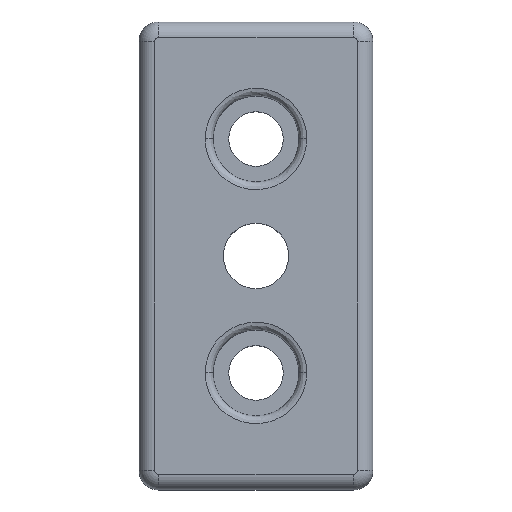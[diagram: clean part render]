
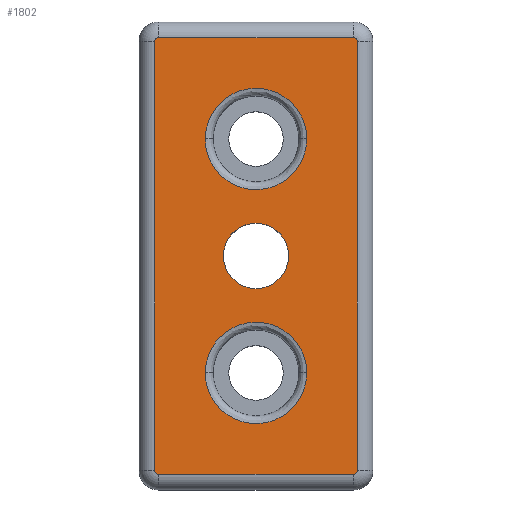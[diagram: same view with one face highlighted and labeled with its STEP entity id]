
A CAD part, top view. The second image highlights one B-rep face of the part: STEP entity #1802.
In plain terms, the highlighted planar face has unit normal (0, 0, 1).
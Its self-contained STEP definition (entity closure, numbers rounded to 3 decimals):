
#25 = CARTESIAN_POINT ( 'NONE',  ( 6.5, 15., 12. ) ) ;
#74 = CARTESIAN_POINT ( 'NONE',  ( -6.5, -15., 12. ) ) ;
#77 = ORIENTED_EDGE ( 'NONE', *, *, #806, .T. ) ;
#84 = VERTEX_POINT ( 'NONE', #25 ) ;
#94 = EDGE_CURVE ( 'NONE', #3145, #1057, #145, .T. ) ;
#100 = DIRECTION ( 'NONE',  ( 0., 0., -1. ) ) ;
#112 = ORIENTED_EDGE ( 'NONE', *, *, #668, .F. ) ;
#134 = CARTESIAN_POINT ( 'NONE',  ( -6.5, 15., 12. ) ) ;
#135 = ORIENTED_EDGE ( 'NONE', *, *, #2595, .F. ) ;
#145 = CIRCLE ( 'NONE', #818, 0.5 ) ;
#176 = AXIS2_PLACEMENT_3D ( 'NONE', #1993, #2246, #840 ) ;
#178 = CARTESIAN_POINT ( 'NONE',  ( -12.5, -28., 12. ) ) ;
#188 = CARTESIAN_POINT ( 'NONE',  ( -12.5, 28., 12. ) ) ;
#239 = CARTESIAN_POINT ( 'NONE',  ( -6.5, 2., 12. ) ) ;
#257 = CARTESIAN_POINT ( 'NONE',  ( 12.5, -27.5, 12. ) ) ;
#271 = CARTESIAN_POINT ( 'NONE',  ( 6.5, -15., 12. ) ) ;
#278 = AXIS2_PLACEMENT_3D ( 'NONE', #861, #1683, #3121 ) ;
#315 = CARTESIAN_POINT ( 'NONE',  ( -12.5, 28., 12. ) ) ;
#414 = DIRECTION ( 'NONE',  ( -1., 0., 0. ) ) ;
#455 = DIRECTION ( 'NONE',  ( 0., -1., 0. ) ) ;
#466 = VERTEX_POINT ( 'NONE', #983 ) ;
#473 = LINE ( 'NONE', #188, #2669 ) ;
#500 = EDGE_CURVE ( 'NONE', #2722, #3696, #3346, .T. ) ;
#531 = CARTESIAN_POINT ( 'NONE',  ( -13., -27.5, 12. ) ) ;
#547 = ORIENTED_EDGE ( 'NONE', *, *, #2160, .T. ) ;
#552 = CARTESIAN_POINT ( 'NONE',  ( 12.5, 27.5, 12. ) ) ;
#572 = CARTESIAN_POINT ( 'NONE',  ( -6.5, -2., 12. ) ) ;
#595 = ORIENTED_EDGE ( 'NONE', *, *, #3491, .F. ) ;
#616 = VERTEX_POINT ( 'NONE', #178 ) ;
#635 = ORIENTED_EDGE ( 'NONE', *, *, #2293, .F. ) ;
#649 = DIRECTION ( 'NONE',  ( 0., 0., -1. ) ) ;
#658 = CARTESIAN_POINT ( 'NONE',  ( -12.5, 27.5, 12. ) ) ;
#662 = EDGE_CURVE ( 'NONE', #2721, #3211, #2557, .T. ) ;
#668 = EDGE_CURVE ( 'NONE', #616, #2330, #3009, .T. ) ;
#673 =( BOUNDED_CURVE ( )  B_SPLINE_CURVE ( 3, ( #805, #239, #1722, #848 ),
 .UNSPECIFIED., .F., .F. ) 
 B_SPLINE_CURVE_WITH_KNOTS ( ( 4, 4 ),
 ( 0., 1. ),
 .UNSPECIFIED. ) 
 CURVE ( )  GEOMETRIC_REPRESENTATION_ITEM ( )  RATIONAL_B_SPLINE_CURVE ( ( 1., 0.333, 0.333, 1. ) ) 
 REPRESENTATION_ITEM ( '' )  );
#696 = VERTEX_POINT ( 'NONE', #1973 ) ;
#727 = EDGE_LOOP ( 'NONE', ( #3679, #950 ) ) ;
#745 = AXIS2_PLACEMENT_3D ( 'NONE', #3606, #3645, #1904 ) ;
#776 = FACE_BOUND ( 'NONE', #2420, .T. ) ;
#788 = VECTOR ( 'NONE', #455, 1000. ) ;
#805 = CARTESIAN_POINT ( 'NONE',  ( -6.5, 15., 12. ) ) ;
#806 = EDGE_CURVE ( 'NONE', #466, #1039, #1940, .T. ) ;
#818 = AXIS2_PLACEMENT_3D ( 'NONE', #658, #649, #1819 ) ;
#840 = DIRECTION ( 'NONE',  ( -1., 0., 0. ) ) ;
#848 = CARTESIAN_POINT ( 'NONE',  ( 6.5, 15., 12. ) ) ;
#861 = CARTESIAN_POINT ( 'NONE',  ( -12.5, -27.5, 12. ) ) ;
#935 = CARTESIAN_POINT ( 'NONE',  ( 6.5, 15., 12. ) ) ;
#939 = CARTESIAN_POINT ( 'NONE',  ( 0., 0., 12. ) ) ;
#950 = ORIENTED_EDGE ( 'NONE', *, *, #1865, .F. ) ;
#983 = CARTESIAN_POINT ( 'NONE',  ( -4.188, 0., 12. ) ) ;
#997 = CIRCLE ( 'NONE', #176, 4.188 ) ;
#1039 = VERTEX_POINT ( 'NONE', #1480 ) ;
#1057 = VERTEX_POINT ( 'NONE', #315 ) ;
#1109 = CARTESIAN_POINT ( 'NONE',  ( 6.5, -2., 12. ) ) ;
#1125 = DIRECTION ( 'NONE',  ( 0., 0., -1. ) ) ;
#1160 =( BOUNDED_CURVE ( )  B_SPLINE_CURVE ( 3, ( #935, #3535, #1555, #134 ),
 .UNSPECIFIED., .F., .F. ) 
 B_SPLINE_CURVE_WITH_KNOTS ( ( 4, 4 ),
 ( 0., 1. ),
 .UNSPECIFIED. ) 
 CURVE ( )  GEOMETRIC_REPRESENTATION_ITEM ( )  RATIONAL_B_SPLINE_CURVE ( ( 1., 0.333, 0.333, 1. ) ) 
 REPRESENTATION_ITEM ( '' )  );
#1170 = EDGE_CURVE ( 'NONE', #84, #2451, #1160, .T. ) ;
#1271 = AXIS2_PLACEMENT_3D ( 'NONE', #939, #100, #414 ) ;
#1288 = CARTESIAN_POINT ( 'NONE',  ( -6.5, -15., 12. ) ) ;
#1353 = EDGE_CURVE ( 'NONE', #3211, #2164, #2236, .T. ) ;
#1357 = CARTESIAN_POINT ( 'NONE',  ( 13., 27.5, 12. ) ) ;
#1363 =( BOUNDED_CURVE ( )  B_SPLINE_CURVE ( 3, ( #271, #1109, #572, #1421 ),
 .UNSPECIFIED., .F., .F. ) 
 B_SPLINE_CURVE_WITH_KNOTS ( ( 4, 4 ),
 ( 0., 1. ),
 .UNSPECIFIED. ) 
 CURVE ( )  GEOMETRIC_REPRESENTATION_ITEM ( )  RATIONAL_B_SPLINE_CURVE ( ( 1., 0.333, 0.333, 1. ) ) 
 REPRESENTATION_ITEM ( '' )  );
#1377 = AXIS2_PLACEMENT_3D ( 'NONE', #257, #2286, #2558 ) ;
#1421 = CARTESIAN_POINT ( 'NONE',  ( -6.5, -15., 12. ) ) ;
#1432 = LINE ( 'NONE', #2025, #1474 ) ;
#1444 = CARTESIAN_POINT ( 'NONE',  ( 6.5, -15., 12. ) ) ;
#1474 = VECTOR ( 'NONE', #2593, 1000. ) ;
#1480 = CARTESIAN_POINT ( 'NONE',  ( 4.188, 0., 12. ) ) ;
#1555 = CARTESIAN_POINT ( 'NONE',  ( -6.5, 28., 12. ) ) ;
#1611 = DIRECTION ( 'NONE',  ( 0., 1., 0. ) ) ;
#1656 = ORIENTED_EDGE ( 'NONE', *, *, #3007, .F. ) ;
#1683 = DIRECTION ( 'NONE',  ( 0., 0., -1. ) ) ;
#1722 = CARTESIAN_POINT ( 'NONE',  ( 6.5, 2., 12. ) ) ;
#1799 = CARTESIAN_POINT ( 'NONE',  ( 6.5, -15., 12. ) ) ;
#1802 = ADVANCED_FACE ( 'NONE', ( #2938, #2495, #776, #3030 ), #3634, .F. ) ;
#1819 = DIRECTION ( 'NONE',  ( -1., 0., 0. ) ) ;
#1831 = EDGE_LOOP ( 'NONE', ( #77, #547 ) ) ;
#1865 = EDGE_CURVE ( 'NONE', #3696, #2722, #1363, .T. ) ;
#1904 = DIRECTION ( 'NONE',  ( -1., 0., 0. ) ) ;
#1938 = DIRECTION ( 'NONE',  ( 1., 0., 0. ) ) ;
#1940 = CIRCLE ( 'NONE', #1271, 4.188 ) ;
#1947 = LINE ( 'NONE', #3043, #3683 ) ;
#1973 = CARTESIAN_POINT ( 'NONE',  ( 12.5, -28., 12. ) ) ;
#1993 = CARTESIAN_POINT ( 'NONE',  ( 0., 0., 12. ) ) ;
#2025 = CARTESIAN_POINT ( 'NONE',  ( -12.5, -28., 12. ) ) ;
#2063 = ORIENTED_EDGE ( 'NONE', *, *, #2994, .F. ) ;
#2085 = EDGE_LOOP ( 'NONE', ( #595, #3581, #135, #112, #1656, #635, #2258, #3437 ) ) ;
#2113 = AXIS2_PLACEMENT_3D ( 'NONE', #552, #1125, #3127 ) ;
#2129 = CARTESIAN_POINT ( 'NONE',  ( 13., -27.5, 12. ) ) ;
#2160 = EDGE_CURVE ( 'NONE', #1039, #466, #997, .T. ) ;
#2164 = VERTEX_POINT ( 'NONE', #2129 ) ;
#2236 = LINE ( 'NONE', #1357, #788 ) ;
#2246 = DIRECTION ( 'NONE',  ( 0., 0., -1. ) ) ;
#2258 = ORIENTED_EDGE ( 'NONE', *, *, #1353, .F. ) ;
#2286 = DIRECTION ( 'NONE',  ( 0., 0., -1. ) ) ;
#2293 = EDGE_CURVE ( 'NONE', #2164, #696, #3331, .T. ) ;
#2302 = CARTESIAN_POINT ( 'NONE',  ( 12.5, 28., 12. ) ) ;
#2330 = VERTEX_POINT ( 'NONE', #531 ) ;
#2420 = EDGE_LOOP ( 'NONE', ( #2063, #3484 ) ) ;
#2451 = VERTEX_POINT ( 'NONE', #2896 ) ;
#2495 = FACE_BOUND ( 'NONE', #727, .T. ) ;
#2557 = CIRCLE ( 'NONE', #2113, 0.5 ) ;
#2558 = DIRECTION ( 'NONE',  ( -1., 0., 0. ) ) ;
#2593 = DIRECTION ( 'NONE',  ( -1., 0., 0. ) ) ;
#2595 = EDGE_CURVE ( 'NONE', #2330, #3145, #1947, .T. ) ;
#2662 = CARTESIAN_POINT ( 'NONE',  ( -6.5, -28., 12. ) ) ;
#2669 = VECTOR ( 'NONE', #1938, 1000. ) ;
#2689 = CARTESIAN_POINT ( 'NONE',  ( 13., 27.5, 12. ) ) ;
#2721 = VERTEX_POINT ( 'NONE', #2302 ) ;
#2722 = VERTEX_POINT ( 'NONE', #74 ) ;
#2896 = CARTESIAN_POINT ( 'NONE',  ( -6.5, 15., 12. ) ) ;
#2938 = FACE_BOUND ( 'NONE', #1831, .T. ) ;
#2942 = CARTESIAN_POINT ( 'NONE',  ( -13., 27.5, 12. ) ) ;
#2994 = EDGE_CURVE ( 'NONE', #2451, #84, #673, .T. ) ;
#3007 = EDGE_CURVE ( 'NONE', #696, #616, #1432, .T. ) ;
#3009 = CIRCLE ( 'NONE', #278, 0.5 ) ;
#3030 = FACE_OUTER_BOUND ( 'NONE', #2085, .T. ) ;
#3043 = CARTESIAN_POINT ( 'NONE',  ( -13., 27.5, 12. ) ) ;
#3121 = DIRECTION ( 'NONE',  ( -1., 0., 0. ) ) ;
#3127 = DIRECTION ( 'NONE',  ( -1., 0., 0. ) ) ;
#3145 = VERTEX_POINT ( 'NONE', #2942 ) ;
#3211 = VERTEX_POINT ( 'NONE', #2689 ) ;
#3252 = CARTESIAN_POINT ( 'NONE',  ( 6.5, -28., 12. ) ) ;
#3331 = CIRCLE ( 'NONE', #1377, 0.5 ) ;
#3346 =( BOUNDED_CURVE ( )  B_SPLINE_CURVE ( 3, ( #1288, #2662, #3252, #1799 ),
 .UNSPECIFIED., .F., .F. ) 
 B_SPLINE_CURVE_WITH_KNOTS ( ( 4, 4 ),
 ( 0., 1. ),
 .UNSPECIFIED. ) 
 CURVE ( )  GEOMETRIC_REPRESENTATION_ITEM ( )  RATIONAL_B_SPLINE_CURVE ( ( 1., 0.333, 0.333, 1. ) ) 
 REPRESENTATION_ITEM ( '' )  );
#3437 = ORIENTED_EDGE ( 'NONE', *, *, #662, .F. ) ;
#3484 = ORIENTED_EDGE ( 'NONE', *, *, #1170, .F. ) ;
#3491 = EDGE_CURVE ( 'NONE', #1057, #2721, #473, .T. ) ;
#3535 = CARTESIAN_POINT ( 'NONE',  ( 6.5, 28., 12. ) ) ;
#3581 = ORIENTED_EDGE ( 'NONE', *, *, #94, .F. ) ;
#3606 = CARTESIAN_POINT ( 'NONE',  ( -12.5, 27.5, 12. ) ) ;
#3634 = PLANE ( 'NONE',  #745 ) ;
#3645 = DIRECTION ( 'NONE',  ( 0., 0., -1. ) ) ;
#3679 = ORIENTED_EDGE ( 'NONE', *, *, #500, .F. ) ;
#3683 = VECTOR ( 'NONE', #1611, 1000. ) ;
#3696 = VERTEX_POINT ( 'NONE', #1444 ) ;
